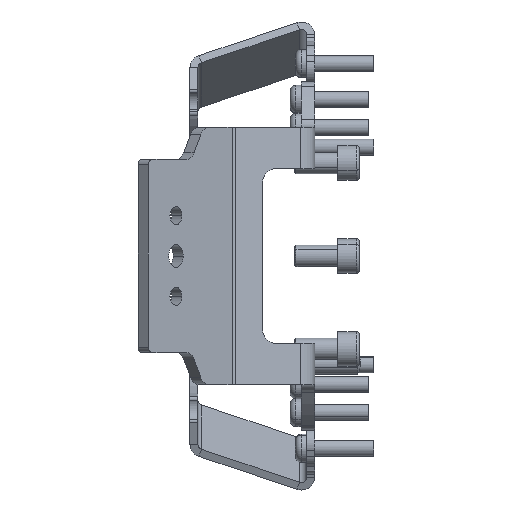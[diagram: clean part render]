
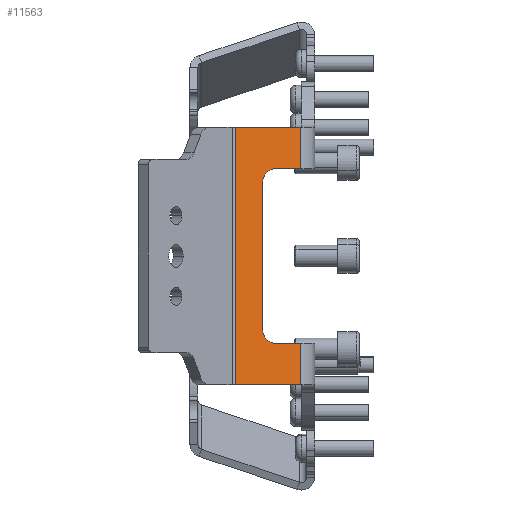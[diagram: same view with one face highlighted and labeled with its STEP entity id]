
A CAD part, left-side view. The second image highlights one B-rep face of the part: STEP entity #11563.
In plain terms, the highlighted planar face has unit normal (-0.94, -0.342, 0).
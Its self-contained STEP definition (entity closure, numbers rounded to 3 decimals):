
#308 = CARTESIAN_POINT ( 'NONE',  ( -80.417, 1144.258, -902.493 ) ) ;
#359 = DIRECTION ( 'NONE',  ( 0., 0., -1. ) ) ;
#456 = DIRECTION ( 'NONE',  ( 0.342, -0.94, 0. ) ) ;
#593 = VECTOR ( 'NONE', #4165, 1000. ) ;
#651 = ORIENTED_EDGE ( 'NONE', *, *, #4406, .T. ) ;
#657 = ORIENTED_EDGE ( 'NONE', *, *, #4426, .F. ) ;
#794 = PLANE ( 'NONE',  #7390 ) ;
#904 = CARTESIAN_POINT ( 'NONE',  ( -79.698, 1142.283, -917.893 ) ) ;
#1447 = AXIS2_PLACEMENT_3D ( 'NONE', #12758, #7273, #456 ) ;
#1531 = VERTEX_POINT ( 'NONE', #4381 ) ;
#1597 = EDGE_CURVE ( 'NONE', #2803, #4354, #5277, .T. ) ;
#1720 = LINE ( 'NONE', #3330, #12148 ) ;
#1754 = CARTESIAN_POINT ( 'NONE',  ( -85.547, 1158.357, -804.994 ) ) ;
#1828 = LINE ( 'NONE', #9451, #12378 ) ;
#2006 = DIRECTION ( 'NONE',  ( -0.342, 0.94, 0. ) ) ;
#2441 = DIRECTION ( 'NONE',  ( 0., 0., -1. ) ) ;
#2484 = DIRECTION ( 'NONE',  ( 0., 0., -1. ) ) ;
#2604 = CARTESIAN_POINT ( 'NONE',  ( -80.417, 1144.257, -917.893 ) ) ;
#2803 = VERTEX_POINT ( 'NONE', #2604 ) ;
#3129 = VECTOR ( 'NONE', #359, 1000. ) ;
#3330 = CARTESIAN_POINT ( 'NONE',  ( -79.698, 1142.284, -902.493 ) ) ;
#3563 = EDGE_LOOP ( 'NONE', ( #651, #4168, #5219, #12146, #10951, #10700, #13678, #7795, #13836, #657 ) ) ;
#3569 = EDGE_CURVE ( 'NONE', #14564, #5046, #1720, .T. ) ;
#3582 = EDGE_CURVE ( 'NONE', #8394, #1531, #8822, .T. ) ;
#4044 = DIRECTION ( 'NONE',  ( 0.342, -0.94, 0. ) ) ;
#4165 = DIRECTION ( 'NONE',  ( -0.342, 0.94, 0. ) ) ;
#4168 = ORIENTED_EDGE ( 'NONE', *, *, #1597, .F. ) ;
#4354 = VERTEX_POINT ( 'NONE', #6139 ) ;
#4381 = CARTESIAN_POINT ( 'NONE',  ( -83.837, 1153.657, -837.493 ) ) ;
#4398 = CARTESIAN_POINT ( 'NONE',  ( -80.417, 1144.26, -837.493 ) ) ;
#4406 = EDGE_CURVE ( 'NONE', #14155, #4354, #14048, .T. ) ;
#4426 = EDGE_CURVE ( 'NONE', #14155, #8981, #1828, .T. ) ;
#4430 = VERTEX_POINT ( 'NONE', #8569 ) ;
#5046 = VERTEX_POINT ( 'NONE', #308 ) ;
#5091 = DIRECTION ( 'NONE',  ( 0., 0., -1. ) ) ;
#5219 = ORIENTED_EDGE ( 'NONE', *, *, #9887, .F. ) ;
#5230 = CARTESIAN_POINT ( 'NONE',  ( -80.417, 1144.261, -822.093 ) ) ;
#5277 = LINE ( 'NONE', #904, #593 ) ;
#5549 = CARTESIAN_POINT ( 'NONE',  ( -89.241, 1168.504, -822.094 ) ) ;
#5834 = CARTESIAN_POINT ( 'NONE',  ( -80.417, 1144.262, -804.993 ) ) ;
#6074 = CARTESIAN_POINT ( 'NONE',  ( -89.241, 1168.504, -804.994 ) ) ;
#6110 = DIRECTION ( 'NONE',  ( 0.342, -0.94, 0. ) ) ;
#6139 = CARTESIAN_POINT ( 'NONE',  ( -89.241, 1168.5, -917.894 ) ) ;
#6472 = CARTESIAN_POINT ( 'NONE',  ( -85.547, 1158.356, -842.494 ) ) ;
#6690 = CARTESIAN_POINT ( 'NONE',  ( -83.837, 1153.655, -902.493 ) ) ;
#6727 = VERTEX_POINT ( 'NONE', #6472 ) ;
#7105 = EDGE_CURVE ( 'NONE', #14564, #4430, #13422, .T. ) ;
#7273 = DIRECTION ( 'NONE',  ( 0.94, 0.342, 0. ) ) ;
#7390 = AXIS2_PLACEMENT_3D ( 'NONE', #10966, #12272, #7522 ) ;
#7522 = DIRECTION ( 'NONE',  ( 0.342, -0.94, 0. ) ) ;
#7795 = ORIENTED_EDGE ( 'NONE', *, *, #3582, .F. ) ;
#8218 = CARTESIAN_POINT ( 'NONE',  ( -80.417, 1144.262, -804.993 ) ) ;
#8281 = LINE ( 'NONE', #8218, #11397 ) ;
#8336 = AXIS2_PLACEMENT_3D ( 'NONE', #9570, #11519, #6110 ) ;
#8394 = VERTEX_POINT ( 'NONE', #4398 ) ;
#8569 = CARTESIAN_POINT ( 'NONE',  ( -85.547, 1158.353, -897.494 ) ) ;
#8822 = LINE ( 'NONE', #12318, #13785 ) ;
#8981 = VERTEX_POINT ( 'NONE', #5230 ) ;
#9353 = VECTOR ( 'NONE', #5091, 1000. ) ;
#9451 = CARTESIAN_POINT ( 'NONE',  ( -95.912, 1186.834, -822.095 ) ) ;
#9570 = CARTESIAN_POINT ( 'NONE',  ( -83.837, 1153.657, -842.493 ) ) ;
#9887 = EDGE_CURVE ( 'NONE', #5046, #2803, #8281, .T. ) ;
#10676 = VECTOR ( 'NONE', #2484, 1000. ) ;
#10700 = ORIENTED_EDGE ( 'NONE', *, *, #11468, .F. ) ;
#10951 = ORIENTED_EDGE ( 'NONE', *, *, #7105, .T. ) ;
#10966 = CARTESIAN_POINT ( 'NONE',  ( -79.698, 1142.288, -804.993 ) ) ;
#11358 = CIRCLE ( 'NONE', #8336, 5. ) ;
#11397 = VECTOR ( 'NONE', #2441, 1000. ) ;
#11468 = EDGE_CURVE ( 'NONE', #6727, #4430, #11701, .T. ) ;
#11519 = DIRECTION ( 'NONE',  ( 0.94, 0.342, 0. ) ) ;
#11563 = ADVANCED_FACE ( 'NONE', ( #13085 ), #794, .T. ) ;
#11701 = LINE ( 'NONE', #1754, #3129 ) ;
#12146 = ORIENTED_EDGE ( 'NONE', *, *, #3569, .F. ) ;
#12148 = VECTOR ( 'NONE', #12391, 1000. ) ;
#12272 = DIRECTION ( 'NONE',  ( -0.94, -0.342, 0. ) ) ;
#12318 = CARTESIAN_POINT ( 'NONE',  ( -79.698, 1142.286, -837.493 ) ) ;
#12378 = VECTOR ( 'NONE', #4044, 1000. ) ;
#12391 = DIRECTION ( 'NONE',  ( 0.342, -0.94, 0. ) ) ;
#12572 = LINE ( 'NONE', #5834, #10676 ) ;
#12758 = CARTESIAN_POINT ( 'NONE',  ( -83.837, 1153.655, -897.493 ) ) ;
#12844 = EDGE_CURVE ( 'NONE', #8981, #8394, #12572, .T. ) ;
#13085 = FACE_OUTER_BOUND ( 'NONE', #3563, .T. ) ;
#13246 = EDGE_CURVE ( 'NONE', #6727, #1531, #11358, .T. ) ;
#13422 = CIRCLE ( 'NONE', #1447, 5. ) ;
#13678 = ORIENTED_EDGE ( 'NONE', *, *, #13246, .T. ) ;
#13785 = VECTOR ( 'NONE', #2006, 1000. ) ;
#13836 = ORIENTED_EDGE ( 'NONE', *, *, #12844, .F. ) ;
#14048 = LINE ( 'NONE', #6074, #9353 ) ;
#14155 = VERTEX_POINT ( 'NONE', #5549 ) ;
#14564 = VERTEX_POINT ( 'NONE', #6690 ) ;
